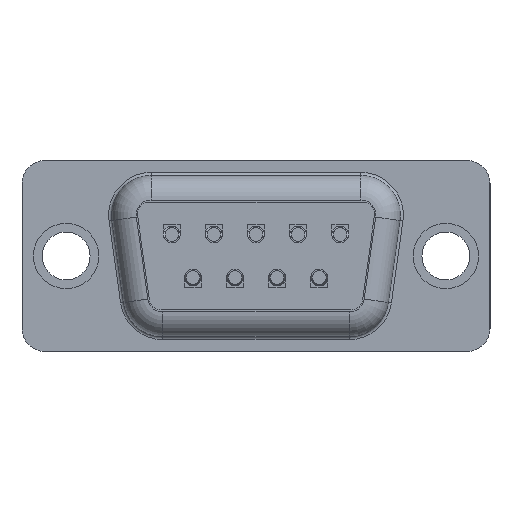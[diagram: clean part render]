
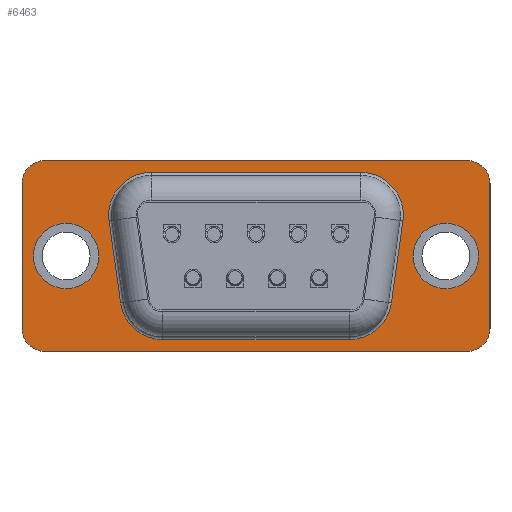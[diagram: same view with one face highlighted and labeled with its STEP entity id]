
A CAD part, front view. The second image highlights one B-rep face of the part: STEP entity #6463.
In plain terms, the highlighted planar face has unit normal (0, -1, 0).
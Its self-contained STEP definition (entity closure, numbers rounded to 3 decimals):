
#243=PLANE('',#7074);
#384=CIRCLE('',#6937,2.8);
#386=CIRCLE('',#6940,2.8);
#392=CIRCLE('',#6949,2.8);
#394=CIRCLE('',#6952,2.8);
#446=CIRCLE('',#7047,2.15);
#449=CIRCLE('',#7052,2.15);
#453=CIRCLE('',#7060,1.5);
#455=CIRCLE('',#7064,1.5);
#457=CIRCLE('',#7068,1.5);
#459=CIRCLE('',#7072,1.5);
#813=LINE('',#10201,#1330);
#816=LINE('',#10223,#1333);
#817=LINE('',#10228,#1334);
#819=LINE('',#10243,#1336);
#863=LINE('',#10449,#1380);
#868=LINE('',#10463,#1385);
#872=LINE('',#10475,#1389);
#876=LINE('',#10487,#1393);
#1330=VECTOR('',#8224,1000.);
#1333=VECTOR('',#8249,1000.);
#1334=VECTOR('',#8254,1000.);
#1336=VECTOR('',#8274,1000.);
#1380=VECTOR('',#8524,1000.);
#1385=VECTOR('',#8537,1000.);
#1389=VECTOR('',#8549,1000.);
#1393=VECTOR('',#8561,1000.);
#2680=ORIENTED_EDGE('',*,*,#3725,.T.);
#2681=ORIENTED_EDGE('',*,*,#3720,.T.);
#2682=ORIENTED_EDGE('',*,*,#3727,.T.);
#2683=ORIENTED_EDGE('',*,*,#3733,.T.);
#2684=ORIENTED_EDGE('',*,*,#3739,.T.);
#2685=ORIENTED_EDGE('',*,*,#3741,.T.);
#2686=ORIENTED_EDGE('',*,*,#3737,.T.);
#2687=ORIENTED_EDGE('',*,*,#3731,.T.);
#2688=ORIENTED_EDGE('',*,*,#3833,.F.);
#2689=ORIENTED_EDGE('',*,*,#3836,.T.);
#2690=ORIENTED_EDGE('',*,*,#3862,.F.);
#2691=ORIENTED_EDGE('',*,*,#3841,.F.);
#2692=ORIENTED_EDGE('',*,*,#3845,.F.);
#2693=ORIENTED_EDGE('',*,*,#3848,.F.);
#2694=ORIENTED_EDGE('',*,*,#3851,.F.);
#2695=ORIENTED_EDGE('',*,*,#3854,.F.);
#2696=ORIENTED_EDGE('',*,*,#3857,.F.);
#2697=ORIENTED_EDGE('',*,*,#3860,.F.);
#3720=EDGE_CURVE('',#4435,#4434,#813,.F.);
#3725=EDGE_CURVE('',#4437,#4435,#384,.T.);
#3727=EDGE_CURVE('',#4434,#4440,#386,.T.);
#3731=EDGE_CURVE('',#4441,#4437,#816,.F.);
#3733=EDGE_CURVE('',#4440,#4444,#817,.F.);
#3737=EDGE_CURVE('',#4445,#4441,#392,.T.);
#3739=EDGE_CURVE('',#4444,#4448,#394,.T.);
#3741=EDGE_CURVE('',#4448,#4445,#819,.F.);
#3833=EDGE_CURVE('',#4499,#4499,#446,.F.);
#3836=EDGE_CURVE('',#4502,#4502,#449,.T.);
#3841=EDGE_CURVE('',#4507,#4508,#863,.T.);
#3845=EDGE_CURVE('',#4510,#4507,#453,.T.);
#3848=EDGE_CURVE('',#4512,#4510,#868,.T.);
#3851=EDGE_CURVE('',#4514,#4512,#455,.T.);
#3854=EDGE_CURVE('',#4516,#4514,#872,.T.);
#3857=EDGE_CURVE('',#4518,#4516,#457,.T.);
#3860=EDGE_CURVE('',#4520,#4518,#876,.T.);
#3862=EDGE_CURVE('',#4508,#4520,#459,.T.);
#4434=VERTEX_POINT('',#10200);
#4435=VERTEX_POINT('',#10202);
#4437=VERTEX_POINT('',#10208);
#4440=VERTEX_POINT('',#10215);
#4441=VERTEX_POINT('',#10220);
#4444=VERTEX_POINT('',#10227);
#4445=VERTEX_POINT('',#10232);
#4448=VERTEX_POINT('',#10239);
#4499=VERTEX_POINT('',#10428);
#4502=VERTEX_POINT('',#10436);
#4507=VERTEX_POINT('',#10448);
#4508=VERTEX_POINT('',#10450);
#4510=VERTEX_POINT('',#10456);
#4512=VERTEX_POINT('',#10462);
#4514=VERTEX_POINT('',#10468);
#4516=VERTEX_POINT('',#10474);
#4518=VERTEX_POINT('',#10480);
#4520=VERTEX_POINT('',#10486);
#5060=EDGE_LOOP('',(#2680,#2681,#2682,#2683,#2684,#2685,#2686,#2687));
#5061=EDGE_LOOP('',(#2688));
#5062=EDGE_LOOP('',(#2689));
#5063=EDGE_LOOP('',(#2690,#2691,#2692,#2693,#2694,#2695,#2696,#2697));
#5503=FACE_BOUND('',#5060,.T.);
#5504=FACE_BOUND('',#5061,.T.);
#5505=FACE_BOUND('',#5062,.T.);
#5506=FACE_BOUND('',#5063,.T.);
#6463=ADVANCED_FACE('',(#5503,#5504,#5505,#5506),#243,.F.);
#6937=AXIS2_PLACEMENT_3D('',#10211,#8234,#8235);
#6940=AXIS2_PLACEMENT_3D('',#10216,#8240,#8241);
#6949=AXIS2_PLACEMENT_3D('',#10235,#8262,#8263);
#6952=AXIS2_PLACEMENT_3D('',#10240,#8268,#8269);
#7047=AXIS2_PLACEMENT_3D('',#10427,#8500,#8501);
#7052=AXIS2_PLACEMENT_3D('',#10435,#8510,#8511);
#7060=AXIS2_PLACEMENT_3D('',#10457,#8531,#8532);
#7064=AXIS2_PLACEMENT_3D('',#10469,#8543,#8544);
#7068=AXIS2_PLACEMENT_3D('',#10481,#8555,#8556);
#7072=AXIS2_PLACEMENT_3D('',#10490,#8566,#8567);
#7074=AXIS2_PLACEMENT_3D('',#10492,#8570,#8571);
#8224=DIRECTION('',(1.,0.,0.));
#8234=DIRECTION('',(0.,1.,0.));
#8235=DIRECTION('',(0.,0.,1.));
#8240=DIRECTION('',(0.,1.,0.));
#8241=DIRECTION('',(0.,0.,1.));
#8249=DIRECTION('',(0.139,0.,0.99));
#8254=DIRECTION('',(0.139,0.,-0.99));
#8262=DIRECTION('',(0.,1.,0.));
#8263=DIRECTION('',(0.,0.,1.));
#8268=DIRECTION('',(0.,1.,0.));
#8269=DIRECTION('',(0.,0.,1.));
#8274=DIRECTION('',(-1.,0.,0.));
#8500=DIRECTION('',(0.,1.,0.));
#8501=DIRECTION('',(0.,0.,1.));
#8510=DIRECTION('',(0.,1.,0.));
#8511=DIRECTION('',(1.,0.,0.));
#8524=DIRECTION('',(0.,0.,1.));
#8531=DIRECTION('',(0.,1.,0.));
#8532=DIRECTION('',(1.,0.,0.));
#8537=DIRECTION('',(-1.,0.,0.));
#8543=DIRECTION('',(0.,1.,0.));
#8544=DIRECTION('',(1.,0.,0.));
#8549=DIRECTION('',(0.,0.,-1.));
#8555=DIRECTION('',(0.,1.,0.));
#8556=DIRECTION('',(-1.,0.,0.));
#8561=DIRECTION('',(1.,0.,0.));
#8566=DIRECTION('',(0.,1.,0.));
#8567=DIRECTION('',(1.,0.,0.));
#8570=DIRECTION('',(0.,1.,0.));
#8571=DIRECTION('',(0.,0.,1.));
#10200=CARTESIAN_POINT('',(-6.141,-0.4,-5.5));
#10201=CARTESIAN_POINT('',(-13.9,-0.4,-5.5));
#10202=CARTESIAN_POINT('',(6.141,-0.4,-5.5));
#10208=CARTESIAN_POINT('',(8.914,-0.4,-3.09));
#10211=CARTESIAN_POINT('',(6.141,-0.4,-2.7));
#10215=CARTESIAN_POINT('',(-8.914,-0.4,-3.09));
#10216=CARTESIAN_POINT('',(-6.141,-0.4,-2.7));
#10220=CARTESIAN_POINT('',(9.673,-0.4,2.31));
#10223=CARTESIAN_POINT('',(9.556,-0.4,1.478));
#10227=CARTESIAN_POINT('',(-9.673,-0.4,2.31));
#10228=CARTESIAN_POINT('',(-10.094,-0.4,5.31));
#10232=CARTESIAN_POINT('',(6.9,-0.4,5.5));
#10235=CARTESIAN_POINT('',(6.9,-0.4,2.7));
#10239=CARTESIAN_POINT('',(-6.9,-0.4,5.5));
#10240=CARTESIAN_POINT('',(-6.9,-0.4,2.7));
#10243=CARTESIAN_POINT('',(-13.9,-0.4,5.5));
#10427=CARTESIAN_POINT('',(12.495,-0.4,0.));
#10428=CARTESIAN_POINT('',(12.495,-0.4,2.15));
#10435=CARTESIAN_POINT('',(-12.495,-0.4,0.));
#10436=CARTESIAN_POINT('',(-10.345,-0.4,0.));
#10448=CARTESIAN_POINT('',(-15.4,-0.4,-4.775));
#10449=CARTESIAN_POINT('',(-15.4,-0.4,-4.775));
#10450=CARTESIAN_POINT('',(-15.4,-0.4,4.775));
#10456=CARTESIAN_POINT('',(-13.9,-0.4,-6.275));
#10457=CARTESIAN_POINT('',(-13.9,-0.4,-4.775));
#10462=CARTESIAN_POINT('',(13.9,-0.4,-6.275));
#10463=CARTESIAN_POINT('',(13.9,-0.4,-6.275));
#10468=CARTESIAN_POINT('',(15.4,-0.4,-4.775));
#10469=CARTESIAN_POINT('',(13.9,-0.4,-4.775));
#10474=CARTESIAN_POINT('',(15.4,-0.4,4.775));
#10475=CARTESIAN_POINT('',(15.4,-0.4,4.775));
#10480=CARTESIAN_POINT('',(13.9,-0.4,6.275));
#10481=CARTESIAN_POINT('',(13.9,-0.4,4.775));
#10486=CARTESIAN_POINT('',(-13.9,-0.4,6.275));
#10487=CARTESIAN_POINT('',(-13.9,-0.4,6.275));
#10490=CARTESIAN_POINT('',(-13.9,-0.4,4.775));
#10492=CARTESIAN_POINT('',(-13.9,-0.4,4.775));
